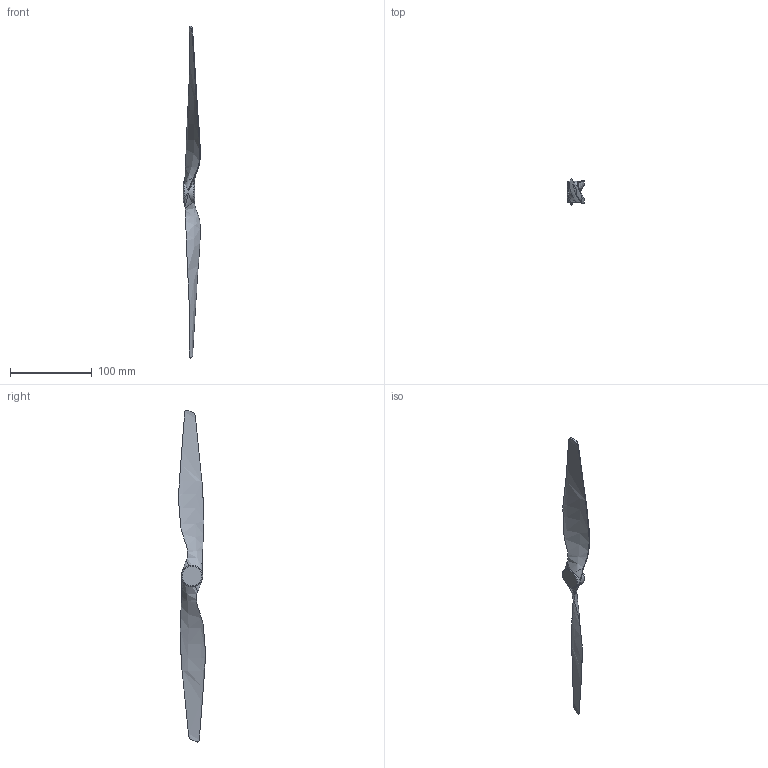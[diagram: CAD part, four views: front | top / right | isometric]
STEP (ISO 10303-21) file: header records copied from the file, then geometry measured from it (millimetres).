
FILE_DESCRIPTION (( 'STEP AP203' ), '1' );
FILE_NAME ('APC - 16 x 8.STEP', '2020-02-06T16:06:44', ( '' ), ( '' ), 'SwSTEP 2.0', 'SolidWorks 2018', '' );
FILE_SCHEMA (( 'CONFIG_CONTROL_DESIGN' ));
Length unit declared in the file: millimetre
Products named in the file (1): APC - 16 x 8
Bounding box: 20.86 x 33.61 x 406.25 mm (x, y, z)
Volume: 34084.4 mm3; surface area: 21997.3 mm2
Topology: 1 solids, 1 shells, 55 faces, 152 edges, 91 vertices
Faces by surface type: bspline 44, torus 5, cylinder 4, plane 2
Entity records: 11037 total; most frequent: CARTESIAN_POINT 9995, ORIENTED_EDGE 288, EDGE_CURVE 144, B_SPLINE_CURVE_WITH_KNOTS 124, VERTEX_POINT 91, DIRECTION 58, EDGE_LOOP 55, FACE_OUTER_BOUND 55
